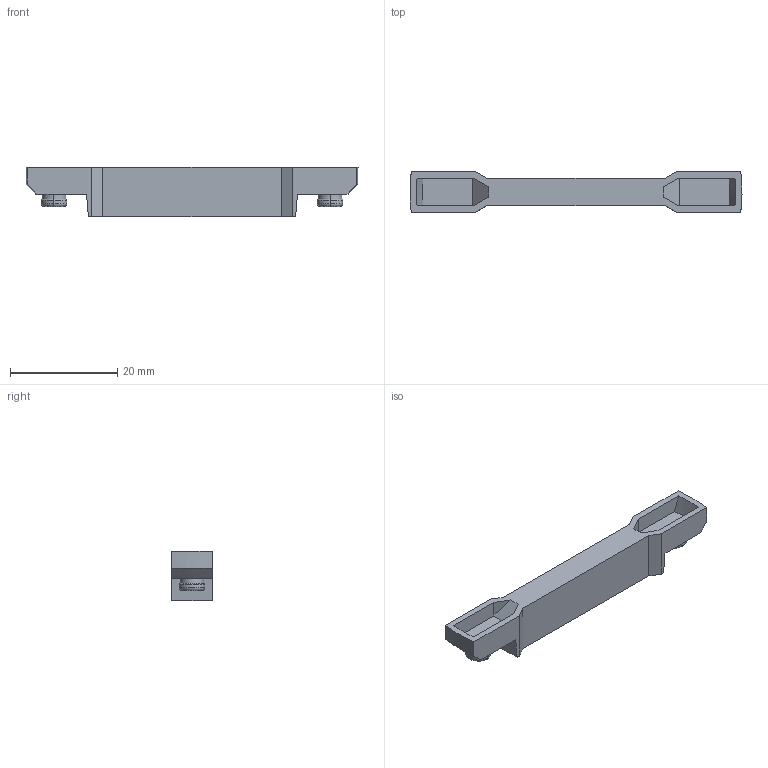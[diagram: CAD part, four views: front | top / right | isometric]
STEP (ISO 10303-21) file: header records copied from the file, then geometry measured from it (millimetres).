
FILE_DESCRIPTION(('CATIA V5 STEP Exchange','CAx-IF Rec.Pracs.--- Model Styling and Organization---1.4--- 2014-01-23'),'2;1');
FILE_NAME ('1496080-5_0_2907560000_2907560000.stp','2023-02-01T07:28:17+00:00',('none'),('Weidmueller'),'CATIA Version 5-6 Release 2016 SP3 HF44','CATIA V5 STEP AP214','none');
FILE_SCHEMA(('AUTOMOTIVE_DESIGN { 1 0 10303 214 1 1 1 1 }'));
Length unit declared in the file: millimetre
Products named in the file (1): 2907560000_CABTITE_OFRL_BK
Bounding box: 61.82 x 7.56 x 9.2 mm (x, y, z)
Volume: 2494 mm3; surface area: 2065.6 mm2
Topology: 1 solids, 1 shells, 52 faces, 126 edges, 80 vertices
Faces by surface type: plane 30, cylinder 10, torus 8, cone 4
Entity records: 1620 total; most frequent: CARTESIAN_POINT 358, ORIENTED_EDGE 252, DIRECTION 213, EDGE_CURVE 126, AXIS2_PLACEMENT_3D 82, VECTOR 80, LINE 80, VERTEX_POINT 80
